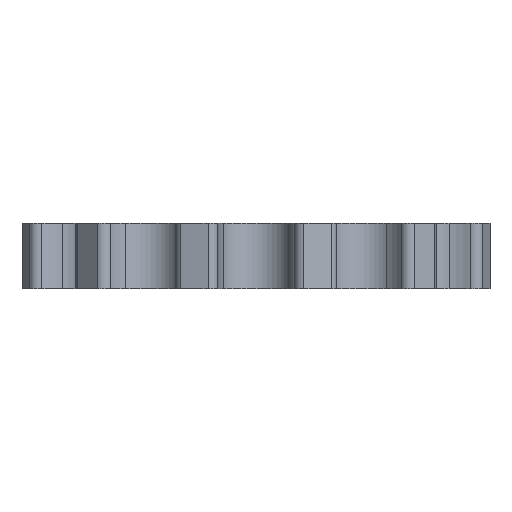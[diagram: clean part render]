
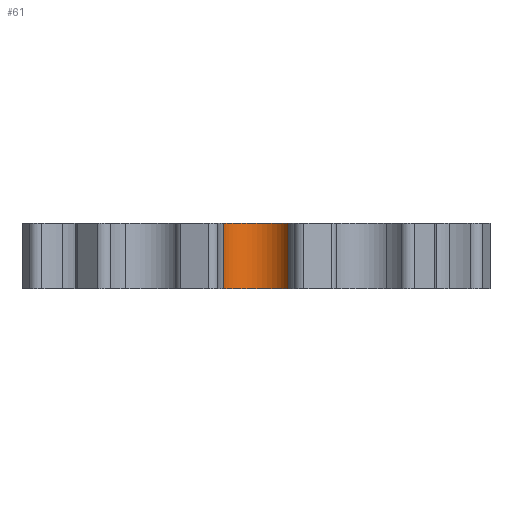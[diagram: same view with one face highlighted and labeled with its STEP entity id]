
A CAD part, left-side view. The second image highlights one B-rep face of the part: STEP entity #61.
In plain terms, the highlighted free-form (B-spline) face has degree [2, 1] with [5, 2] control points.
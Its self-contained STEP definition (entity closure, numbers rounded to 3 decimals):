
#61=ADVANCED_FACE('',(#135),#1293,.T.);
#135=FACE_OUTER_BOUND('',#209,.T.);
#209=EDGE_LOOP('',(#394,#395,#396,#397));
#394=ORIENTED_EDGE('',*,*,#790,.T.);
#395=ORIENTED_EDGE('',*,*,#791,.T.);
#396=ORIENTED_EDGE('',*,*,#792,.F.);
#397=ORIENTED_EDGE('',*,*,#788,.F.);
#788=EDGE_CURVE('',#1184,#1185,#1004,.T.);
#790=EDGE_CURVE('',#1184,#1186,#1006,.T.);
#791=EDGE_CURVE('',#1186,#1187,#1007,.T.);
#792=EDGE_CURVE('',#1185,#1187,#1008,.T.);
#1004=(
BOUNDED_CURVE()
B_SPLINE_CURVE(1,(#2301,#2302),.UNSPECIFIED.,.F.,.F.)
B_SPLINE_CURVE_WITH_KNOTS((2,2),(0.,1.),.UNSPECIFIED.)
CURVE()
GEOMETRIC_REPRESENTATION_ITEM()
RATIONAL_B_SPLINE_CURVE((1.,1.))
REPRESENTATION_ITEM('')
);
#1006=(
BOUNDED_CURVE()
B_SPLINE_CURVE(2,(#2306,#2307,#2308,#2309,#2310),.UNSPECIFIED.,.F.,.F.)
B_SPLINE_CURVE_WITH_KNOTS((3,2,3),(-43.115,-42.5,-41.886),
 .UNSPECIFIED.)
CURVE()
GEOMETRIC_REPRESENTATION_ITEM()
RATIONAL_B_SPLINE_CURVE((1.,0.851,1.,0.851,1.))
REPRESENTATION_ITEM('')
);
#1007=(
BOUNDED_CURVE()
B_SPLINE_CURVE(1,(#2311,#2312),.UNSPECIFIED.,.F.,.F.)
B_SPLINE_CURVE_WITH_KNOTS((2,2),(0.,1.),.UNSPECIFIED.)
CURVE()
GEOMETRIC_REPRESENTATION_ITEM()
RATIONAL_B_SPLINE_CURVE((1.,1.))
REPRESENTATION_ITEM('')
);
#1008=(
BOUNDED_CURVE()
B_SPLINE_CURVE(2,(#2313,#2314,#2315,#2316,#2317),.UNSPECIFIED.,.F.,.F.)
B_SPLINE_CURVE_WITH_KNOTS((3,2,3),(-43.115,-42.5,-41.886),
 .UNSPECIFIED.)
CURVE()
GEOMETRIC_REPRESENTATION_ITEM()
RATIONAL_B_SPLINE_CURVE((1.,0.851,1.,0.851,1.))
REPRESENTATION_ITEM('')
);
#1184=VERTEX_POINT('',#1914);
#1185=VERTEX_POINT('',#1915);
#1186=VERTEX_POINT('',#1916);
#1187=VERTEX_POINT('',#1917);
#1293=(
BOUNDED_SURFACE()
B_SPLINE_SURFACE(2,1,((#1604,#1605),(#1606,#1607),(#1608,#1609),(#1610,
#1611),(#1612,#1613)),.UNSPECIFIED.,.F.,.F.,.F.)
B_SPLINE_SURFACE_WITH_KNOTS((3,2,3),(2,2),(-43.115,-42.5,
-41.886),(0.,1.),.UNSPECIFIED.)
GEOMETRIC_REPRESENTATION_ITEM()
RATIONAL_B_SPLINE_SURFACE(((1.,1.),(0.851,0.851),
(1.,1.),(0.851,0.851),(1.,1.)))
REPRESENTATION_ITEM('')
SURFACE()
);
#1604=CARTESIAN_POINT('',(-3.113,0.496,0.));
#1605=CARTESIAN_POINT('',(-3.113,0.496,1.));
#1606=CARTESIAN_POINT('',(-2.806,0.343,0.));
#1607=CARTESIAN_POINT('',(-2.806,0.343,1.));
#1608=CARTESIAN_POINT('',(-2.806,0.,0.));
#1609=CARTESIAN_POINT('',(-2.806,0.,1.));
#1610=CARTESIAN_POINT('',(-2.806,-0.343,0.));
#1611=CARTESIAN_POINT('',(-2.806,-0.343,1.));
#1612=CARTESIAN_POINT('',(-3.113,-0.496,0.));
#1613=CARTESIAN_POINT('',(-3.113,-0.496,1.));
#1914=CARTESIAN_POINT('',(-3.113,0.496,0.));
#1915=CARTESIAN_POINT('',(-3.113,0.496,1.));
#1916=CARTESIAN_POINT('',(-3.113,-0.496,0.));
#1917=CARTESIAN_POINT('',(-3.113,-0.496,1.));
#2301=CARTESIAN_POINT('',(-3.113,0.496,0.));
#2302=CARTESIAN_POINT('',(-3.113,0.496,1.));
#2306=CARTESIAN_POINT('',(-3.113,0.496,0.));
#2307=CARTESIAN_POINT('',(-2.806,0.343,0.));
#2308=CARTESIAN_POINT('',(-2.806,0.,0.));
#2309=CARTESIAN_POINT('',(-2.806,-0.343,0.));
#2310=CARTESIAN_POINT('',(-3.113,-0.496,0.));
#2311=CARTESIAN_POINT('',(-3.113,-0.496,0.));
#2312=CARTESIAN_POINT('',(-3.113,-0.496,1.));
#2313=CARTESIAN_POINT('',(-3.113,0.496,1.));
#2314=CARTESIAN_POINT('',(-2.806,0.343,1.));
#2315=CARTESIAN_POINT('',(-2.806,0.,1.));
#2316=CARTESIAN_POINT('',(-2.806,-0.343,1.));
#2317=CARTESIAN_POINT('',(-3.113,-0.496,1.));
